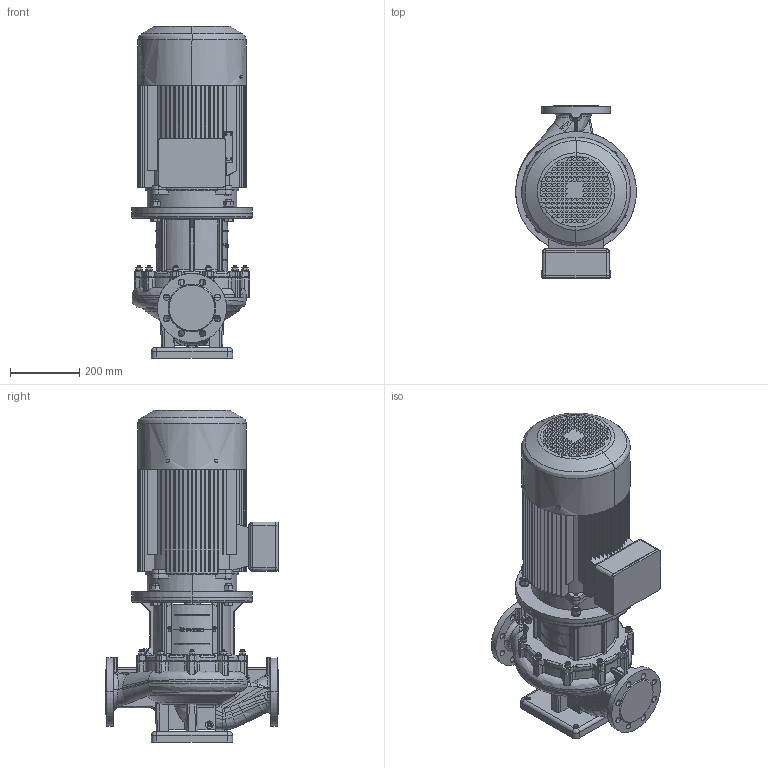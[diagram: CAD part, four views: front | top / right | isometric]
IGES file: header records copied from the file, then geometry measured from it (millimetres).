
Global section: file name: 015P2036 (RV 80-6002); native system: AutoCAD 2021 — Русский (Russian),62HAutod; preprocessor: esk Translation Framework DWG producer (atf_dwg_producer); organization: unknown; date: 20240821.221500; units: millimetre
Bounding box: 350 x 500 x 962 mm (x, y, z)
Volume: 53436150.7 mm3; surface area: 3099422.3 mm2
Topology: 60 solids, 61 shells, 4127 faces, 12102 edges, 8515 vertices
Faces by surface type: bspline 4021, revolution 106
